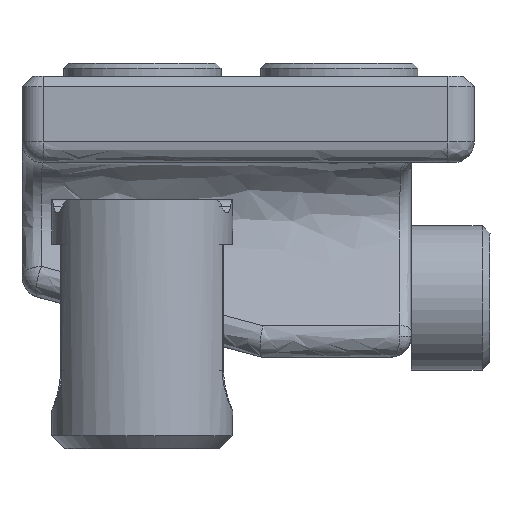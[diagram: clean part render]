
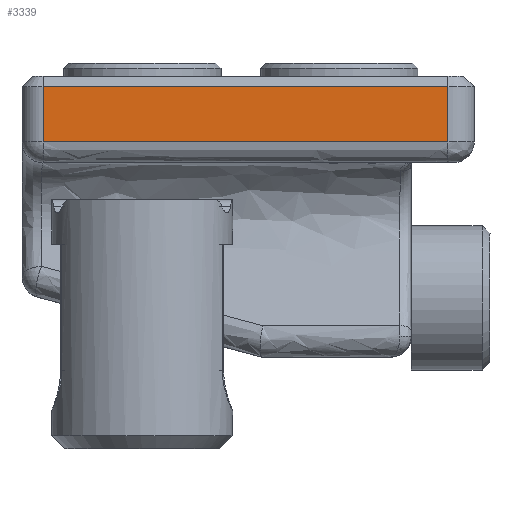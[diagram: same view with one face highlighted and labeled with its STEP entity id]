
A CAD part, left-side view. The second image highlights one B-rep face of the part: STEP entity #3339.
In plain terms, the highlighted planar face has unit normal (-1, 0, 0).
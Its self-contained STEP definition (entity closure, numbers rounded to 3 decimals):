
#384=LINE('',#6033,#608);
#386=LINE('',#6037,#610);
#387=LINE('',#6039,#611);
#388=LINE('',#6040,#612);
#608=VECTOR('',#4081,10.);
#610=VECTOR('',#4085,10.);
#611=VECTOR('',#4086,10.);
#612=VECTOR('',#4087,10.);
#767=PLANE('',#3593);
#877=FACE_OUTER_BOUND('',#1079,.T.);
#1079=EDGE_LOOP('',(#2545,#2546,#2547,#2548));
#1504=VERTEX_POINT('',#6030);
#1505=VERTEX_POINT('',#6032);
#1506=VERTEX_POINT('',#6036);
#1507=VERTEX_POINT('',#6038);
#1888=EDGE_CURVE('',#1504,#1505,#384,.T.);
#1890=EDGE_CURVE('',#1506,#1504,#386,.T.);
#1891=EDGE_CURVE('',#1507,#1506,#387,.T.);
#1892=EDGE_CURVE('',#1505,#1507,#388,.T.);
#2545=ORIENTED_EDGE('',*,*,#1888,.F.);
#2546=ORIENTED_EDGE('',*,*,#1890,.F.);
#2547=ORIENTED_EDGE('',*,*,#1891,.F.);
#2548=ORIENTED_EDGE('',*,*,#1892,.F.);
#3339=ADVANCED_FACE('',(#877),#767,.T.);
#3593=AXIS2_PLACEMENT_3D('',#6035,#4083,#4084);
#4081=DIRECTION('',(0.,-1.,0.));
#4083=DIRECTION('center_axis',(-1.,0.,0.));
#4084=DIRECTION('ref_axis',(0.,0.,1.));
#4085=DIRECTION('',(0.,0.,1.));
#4086=DIRECTION('',(0.,1.,0.));
#4087=DIRECTION('',(0.,0.,-1.));
#6030=CARTESIAN_POINT('',(15.11,9.949,19.6));
#6032=CARTESIAN_POINT('',(15.11,-5.476,19.6));
#6033=CARTESIAN_POINT('',(15.11,-6.476,19.6));
#6035=CARTESIAN_POINT('Origin',(15.11,-6.476,9.297));
#6036=CARTESIAN_POINT('',(15.11,9.949,17.5));
#6037=CARTESIAN_POINT('',(15.11,9.949,11.973));
#6038=CARTESIAN_POINT('',(15.11,-5.476,17.5));
#6039=CARTESIAN_POINT('',(15.11,-5.476,17.5));
#6040=CARTESIAN_POINT('',(15.11,-5.476,11.973));
